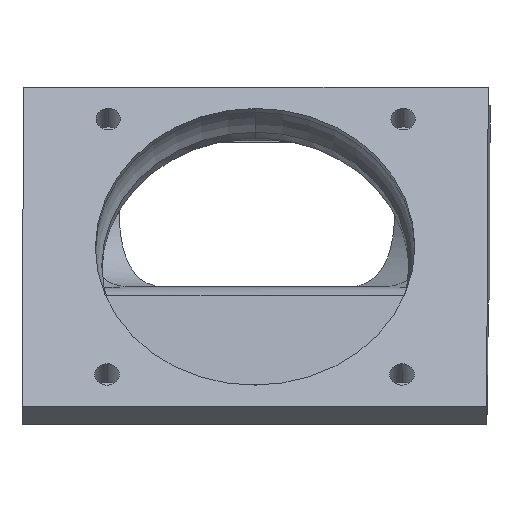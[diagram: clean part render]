
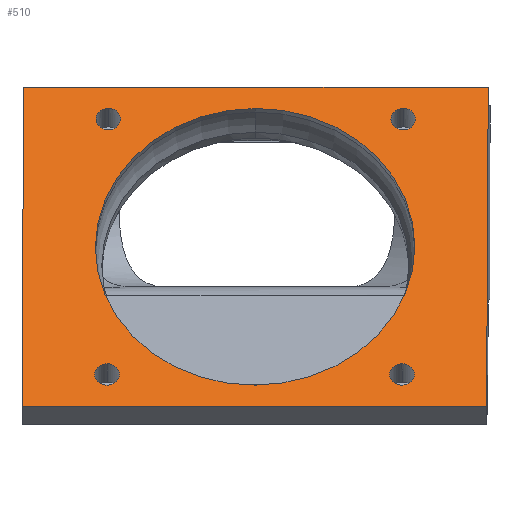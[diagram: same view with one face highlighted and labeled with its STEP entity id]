
A CAD part, front view. The second image highlights one B-rep face of the part: STEP entity #510.
In plain terms, the highlighted planar face has unit normal (-0.008, -0.866, 0.5).
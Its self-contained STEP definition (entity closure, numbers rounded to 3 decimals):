
#3 = FACE_BOUND ( 'NONE', #3007, .T. ) ;
#23 = CIRCLE ( 'NONE', #618, 1. ) ;
#40 = ORIENTED_EDGE ( 'NONE', *, *, #785, .T. ) ;
#57 = DIRECTION ( 'NONE',  ( -1., 0.009, 0. ) ) ;
#87 = CIRCLE ( 'NONE', #1643, 1. ) ;
#119 = EDGE_CURVE ( 'NONE', #3082, #124, #256, .T. ) ;
#124 = VERTEX_POINT ( 'NONE', #307 ) ;
#127 = AXIS2_PLACEMENT_3D ( 'NONE', #1755, #2653, #3217 ) ;
#140 = CIRCLE ( 'NONE', #1032, 1. ) ;
#143 = ORIENTED_EDGE ( 'NONE', *, *, #1935, .T. ) ;
#246 = CARTESIAN_POINT ( 'NONE',  ( 22.878, -46.122, -48.069 ) ) ;
#252 = EDGE_LOOP ( 'NONE', ( #2969, #666 ) ) ;
#256 = CIRCLE ( 'NONE', #127, 1. ) ;
#266 = FACE_BOUND ( 'NONE', #252, .T. ) ;
#287 = DIRECTION ( 'NONE',  ( 1., -0.009, 0. ) ) ;
#302 = CARTESIAN_POINT ( 'NONE',  ( -7.907, -31.852, -23.82 ) ) ;
#307 = CARTESIAN_POINT ( 'NONE',  ( -8.012, -43.851, -44.605 ) ) ;
#342 = CARTESIAN_POINT ( 'NONE',  ( 16.092, -32.062, -23.82 ) ) ;
#351 = EDGE_CURVE ( 'NONE', #2997, #3588, #765, .T. ) ;
#389 = VERTEX_POINT ( 'NONE', #3075 ) ;
#456 = DIRECTION ( 'NONE',  ( -0.004, -0.5, -0.866 ) ) ;
#510 = ADVANCED_FACE ( 'NONE', ( #912, #2292, #1141, #266, #2312, #3 ), #2017, .T. ) ;
#522 = VERTEX_POINT ( 'NONE', #302 ) ;
#565 = DIRECTION ( 'NONE',  ( 0.008, 0.866, -0.5 ) ) ;
#575 = VERTEX_POINT ( 'NONE', #3292 ) ;
#616 = ORIENTED_EDGE ( 'NONE', *, *, #1028, .T. ) ;
#618 = AXIS2_PLACEMENT_3D ( 'NONE', #1198, #565, #287 ) ;
#658 = DIRECTION ( 'NONE',  ( 1., -0.009, 0. ) ) ;
#666 = ORIENTED_EDGE ( 'NONE', *, *, #1606, .F. ) ;
#710 = DIRECTION ( 'NONE',  ( 0.008, 0.866, -0.5 ) ) ;
#722 = ORIENTED_EDGE ( 'NONE', *, *, #119, .F. ) ;
#727 = CARTESIAN_POINT ( 'NONE',  ( 16.092, -32.562, -24.686 ) ) ;
#741 = CARTESIAN_POINT ( 'NONE',  ( 4.04, -38.457, -35.079 ) ) ;
#765 = LINE ( 'NONE', #246, #2962 ) ;
#781 = ORIENTED_EDGE ( 'NONE', *, *, #351, .T. ) ;
#785 = EDGE_CURVE ( 'NONE', #3588, #877, #3408, .T. ) ;
#790 = VECTOR ( 'NONE', #3027, 1000. ) ;
#816 = ORIENTED_EDGE ( 'NONE', *, *, #1514, .T. ) ;
#830 = VERTEX_POINT ( 'NONE', #854 ) ;
#854 = CARTESIAN_POINT ( 'NONE',  ( -14.93, -45.79, -48.069 ) ) ;
#877 = VERTEX_POINT ( 'NONE', #2289 ) ;
#878 = CARTESIAN_POINT ( 'NONE',  ( -0.12, -13.625, 7.867 ) ) ;
#912 = FACE_OUTER_BOUND ( 'NONE', #3227, .T. ) ;
#982 = EDGE_CURVE ( 'NONE', #389, #1957, #2361, .T. ) ;
#990 = CARTESIAN_POINT ( 'NONE',  ( -7.907, -32.352, -24.686 ) ) ;
#991 = DIRECTION ( 'NONE',  ( 0.008, 0.866, -0.5 ) ) ;
#1022 = AXIS2_PLACEMENT_3D ( 'NONE', #878, #2882, #57 ) ;
#1028 = EDGE_CURVE ( 'NONE', #830, #2997, #2936, .T. ) ;
#1032 = AXIS2_PLACEMENT_3D ( 'NONE', #1771, #2313, #3524 ) ;
#1041 = DIRECTION ( 'NONE',  ( 0.004, 0.5, 0.866 ) ) ;
#1141 = FACE_BOUND ( 'NONE', #2467, .T. ) ;
#1159 = AXIS2_PLACEMENT_3D ( 'NONE', #3519, #2391, #1209 ) ;
#1174 = ORIENTED_EDGE ( 'NONE', *, *, #2526, .T. ) ;
#1198 = CARTESIAN_POINT ( 'NONE',  ( 15.987, -44.562, -45.471 ) ) ;
#1209 = DIRECTION ( 'NONE',  ( 1., -0.009, 0. ) ) ;
#1319 = CARTESIAN_POINT ( 'NONE',  ( 4.04, -38.457, -35.079 ) ) ;
#1331 = VERTEX_POINT ( 'NONE', #1798 ) ;
#1404 = CIRCLE ( 'NONE', #3522, 1. ) ;
#1514 = EDGE_CURVE ( 'NONE', #1957, #389, #23, .T. ) ;
#1527 = CARTESIAN_POINT ( 'NONE',  ( 22.878, -46.122, -48.069 ) ) ;
#1570 = DIRECTION ( 'NONE',  ( -0.008, -0.866, 0.5 ) ) ;
#1583 = CARTESIAN_POINT ( 'NONE',  ( 4.04, -44.957, -46.337 ) ) ;
#1606 = EDGE_CURVE ( 'NONE', #3353, #3041, #140, .T. ) ;
#1643 = AXIS2_PLACEMENT_3D ( 'NONE', #1833, #991, #2984 ) ;
#1649 = DIRECTION ( 'NONE',  ( 1., -0.009, 0. ) ) ;
#1702 = ORIENTED_EDGE ( 'NONE', *, *, #1759, .T. ) ;
#1755 = CARTESIAN_POINT ( 'NONE',  ( -8.012, -44.351, -45.471 ) ) ;
#1759 = EDGE_CURVE ( 'NONE', #575, #2674, #3031, .T. ) ;
#1771 = CARTESIAN_POINT ( 'NONE',  ( 16.092, -32.562, -24.686 ) ) ;
#1774 = CIRCLE ( 'NONE', #2544, 1. ) ;
#1785 = EDGE_CURVE ( 'NONE', #2674, #575, #2606, .T. ) ;
#1798 = CARTESIAN_POINT ( 'NONE',  ( -7.907, -32.852, -25.552 ) ) ;
#1819 = ORIENTED_EDGE ( 'NONE', *, *, #3352, .F. ) ;
#1833 = CARTESIAN_POINT ( 'NONE',  ( -7.907, -32.352, -24.686 ) ) ;
#1848 = EDGE_CURVE ( 'NONE', #877, #830, #3044, .T. ) ;
#1861 = DIRECTION ( 'NONE',  ( 1., -0.009, 0. ) ) ;
#1876 = CARTESIAN_POINT ( 'NONE',  ( 23.009, -31.123, -22.088 ) ) ;
#1886 = AXIS2_PLACEMENT_3D ( 'NONE', #1319, #3641, #3605 ) ;
#1888 = DIRECTION ( 'NONE',  ( 1., -0.009, 0. ) ) ;
#1926 = EDGE_LOOP ( 'NONE', ( #1819, #722 ) ) ;
#1935 = EDGE_CURVE ( 'NONE', #522, #1331, #87, .T. ) ;
#1957 = VERTEX_POINT ( 'NONE', #3583 ) ;
#2017 = PLANE ( 'NONE',  #1022 ) ;
#2183 = AXIS2_PLACEMENT_3D ( 'NONE', #741, #3071, #1649 ) ;
#2286 = EDGE_CURVE ( 'NONE', #3041, #3353, #2723, .T. ) ;
#2289 = CARTESIAN_POINT ( 'NONE',  ( -14.798, -30.791, -22.088 ) ) ;
#2292 = FACE_BOUND ( 'NONE', #3136, .T. ) ;
#2312 = FACE_BOUND ( 'NONE', #1926, .T. ) ;
#2313 = DIRECTION ( 'NONE',  ( -0.008, -0.866, 0.5 ) ) ;
#2361 = CIRCLE ( 'NONE', #1159, 1. ) ;
#2391 = DIRECTION ( 'NONE',  ( 0.008, 0.866, -0.5 ) ) ;
#2439 = CARTESIAN_POINT ( 'NONE',  ( -14.798, -30.791, -22.088 ) ) ;
#2466 = VECTOR ( 'NONE', #658, 1000. ) ;
#2467 = EDGE_LOOP ( 'NONE', ( #2852, #816 ) ) ;
#2526 = EDGE_CURVE ( 'NONE', #1331, #522, #1774, .T. ) ;
#2544 = AXIS2_PLACEMENT_3D ( 'NONE', #990, #710, #1888 ) ;
#2592 = DIRECTION ( 'NONE',  ( 1., -0.009, 0. ) ) ;
#2606 = CIRCLE ( 'NONE', #2183, 13. ) ;
#2653 = DIRECTION ( 'NONE',  ( -0.008, -0.866, 0.5 ) ) ;
#2674 = VERTEX_POINT ( 'NONE', #1583 ) ;
#2723 = CIRCLE ( 'NONE', #3520, 1. ) ;
#2852 = ORIENTED_EDGE ( 'NONE', *, *, #982, .T. ) ;
#2882 = DIRECTION ( 'NONE',  ( -0.008, -0.866, 0.5 ) ) ;
#2885 = CARTESIAN_POINT ( 'NONE',  ( 16.092, -33.062, -25.552 ) ) ;
#2915 = VECTOR ( 'NONE', #456, 1000. ) ;
#2929 = CARTESIAN_POINT ( 'NONE',  ( 22.878, -46.122, -48.069 ) ) ;
#2936 = LINE ( 'NONE', #1527, #2466 ) ;
#2962 = VECTOR ( 'NONE', #1041, 1000. ) ;
#2969 = ORIENTED_EDGE ( 'NONE', *, *, #2286, .F. ) ;
#2984 = DIRECTION ( 'NONE',  ( 1., -0.009, 0. ) ) ;
#2997 = VERTEX_POINT ( 'NONE', #2929 ) ;
#3007 = EDGE_LOOP ( 'NONE', ( #143, #1174 ) ) ;
#3027 = DIRECTION ( 'NONE',  ( -1., 0.009, 0. ) ) ;
#3031 = CIRCLE ( 'NONE', #1886, 13. ) ;
#3041 = VERTEX_POINT ( 'NONE', #342 ) ;
#3044 = LINE ( 'NONE', #2439, #2915 ) ;
#3071 = DIRECTION ( 'NONE',  ( 0.008, 0.866, -0.5 ) ) ;
#3075 = CARTESIAN_POINT ( 'NONE',  ( 15.987, -44.062, -44.605 ) ) ;
#3082 = VERTEX_POINT ( 'NONE', #3338 ) ;
#3136 = EDGE_LOOP ( 'NONE', ( #1702, #3623 ) ) ;
#3186 = ORIENTED_EDGE ( 'NONE', *, *, #1848, .T. ) ;
#3215 = DIRECTION ( 'NONE',  ( -0.008, -0.866, 0.5 ) ) ;
#3217 = DIRECTION ( 'NONE',  ( 1., -0.009, 0. ) ) ;
#3227 = EDGE_LOOP ( 'NONE', ( #616, #781, #40, #3186 ) ) ;
#3290 = CARTESIAN_POINT ( 'NONE',  ( -8.012, -44.351, -45.471 ) ) ;
#3292 = CARTESIAN_POINT ( 'NONE',  ( 4.04, -31.956, -23.82 ) ) ;
#3338 = CARTESIAN_POINT ( 'NONE',  ( -8.012, -44.851, -46.337 ) ) ;
#3339 = CARTESIAN_POINT ( 'NONE',  ( 23.009, -31.123, -22.088 ) ) ;
#3352 = EDGE_CURVE ( 'NONE', #124, #3082, #1404, .T. ) ;
#3353 = VERTEX_POINT ( 'NONE', #2885 ) ;
#3408 = LINE ( 'NONE', #1876, #790 ) ;
#3519 = CARTESIAN_POINT ( 'NONE',  ( 15.987, -44.562, -45.471 ) ) ;
#3520 = AXIS2_PLACEMENT_3D ( 'NONE', #727, #1570, #1861 ) ;
#3522 = AXIS2_PLACEMENT_3D ( 'NONE', #3290, #3215, #2592 ) ;
#3524 = DIRECTION ( 'NONE',  ( 1., -0.009, 0. ) ) ;
#3583 = CARTESIAN_POINT ( 'NONE',  ( 15.987, -45.062, -46.337 ) ) ;
#3588 = VERTEX_POINT ( 'NONE', #3339 ) ;
#3605 = DIRECTION ( 'NONE',  ( 1., -0.009, 0. ) ) ;
#3623 = ORIENTED_EDGE ( 'NONE', *, *, #1785, .T. ) ;
#3641 = DIRECTION ( 'NONE',  ( 0.008, 0.866, -0.5 ) ) ;
